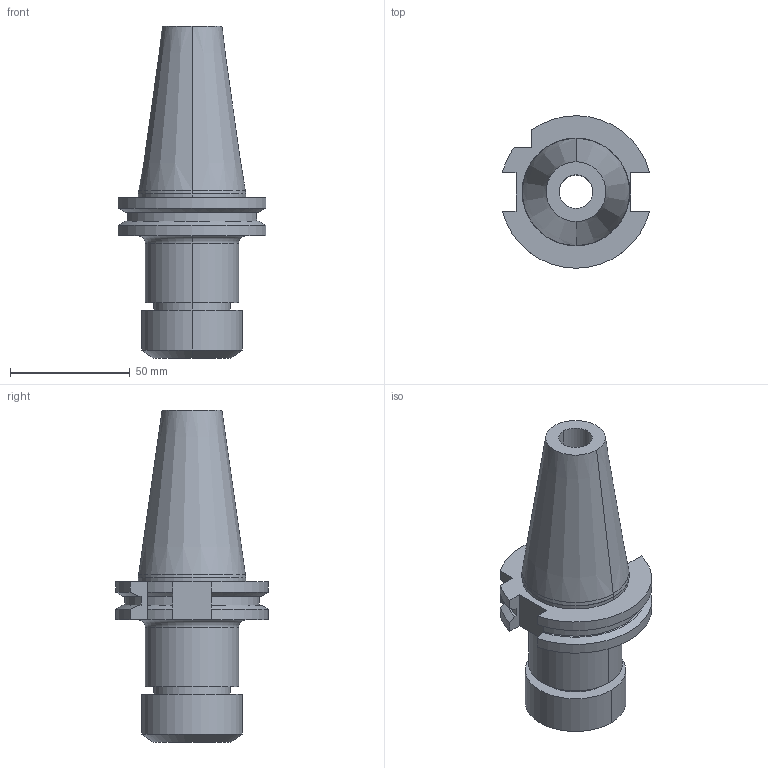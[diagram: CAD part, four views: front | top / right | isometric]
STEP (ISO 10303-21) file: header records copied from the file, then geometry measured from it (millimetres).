
FILE_DESCRIPTION((''),'2;1');
FILE_NAME('80414116','2019-06-17T10:47:44',('piechottad'),(''),'CREO PARAMETRIC BY PTC INC, 2018400','CREO PARAMETRIC BY PTC INC, 2018400','');
FILE_SCHEMA(('AUTOMOTIVE_DESIGN { 1 0 10303 214 1 1 1 1 }'));
Length unit declared in the file: millimetre
Products named in the file (1): 80414116
Bounding box: 61.48 x 63.54 x 138.4 mm (x, y, z)
Volume: 144115.5 mm3; surface area: 31694.9 mm2
Topology: 1 solids, 1 shells, 66 faces, 159 edges, 104 vertices
Faces by surface type: plane 25, cylinder 23, cone 16, torus 2
Entity records: 2903 total; most frequent: CARTESIAN_POINT 393, DIRECTION 388, ORIENTED_EDGE 318, PRESENTATION_STYLE_ASSIGNMENT 179, STYLED_ITEM 179, CURVE_STYLE 178, EDGE_CURVE 159, AXIS2_PLACEMENT_3D 155
